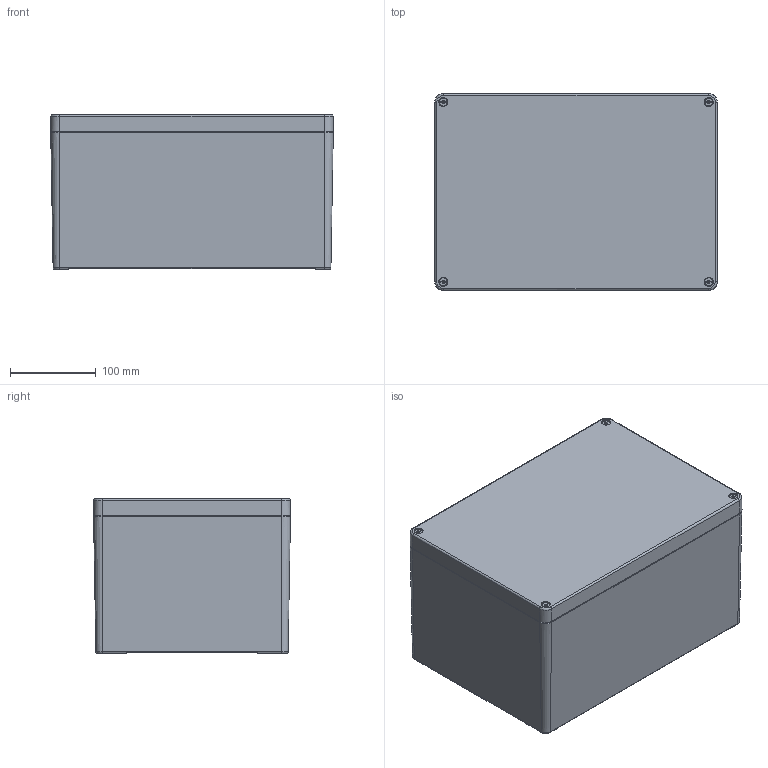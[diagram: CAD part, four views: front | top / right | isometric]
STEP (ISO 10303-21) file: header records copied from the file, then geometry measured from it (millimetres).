
FILE_DESCRIPTION(('CATIA V5 STEP Exchange','CAx-IF Rec.Pracs.--- Model Styling and Organization---1.4--- 2014-01-23'),'2;1');
FILE_NAME ('1553463-2_0', '2023-09-26T08:39:01+00:00', ('none'), ('Weidmueller'), 'CATIA Version 5-6 Release 2016 SP3 HF44', 'CATIA V5 STEP AP214', 'none');
FILE_SCHEMA(('AUTOMOTIVE_DESIGN { 1 0 10303 214 1 1 1 1 }'));
Length unit declared in the file: millimetre
Products named in the file (1): K75_VMQ RAL 7001
Bounding box: 330 x 230 x 181 mm (x, y, z)
Volume: 1931733 mm3; surface area: 741502.9 mm2
Topology: 11 solids, 11 shells, 1160 faces, 2820 edges, 1718 vertices
Faces by surface type: plane 376, cylinder 314, cone 196, torus 126, bspline 60, sphere 40, revolution 24, extrusion 24
Entity records: 41255 total; most frequent: CARTESIAN_POINT 15034, ORIENTED_EDGE 5558, DIRECTION 4182, EDGE_CURVE 2779, AXIS2_PLACEMENT_3D 1932, VERTEX_POINT 1718, VECTOR 1294, LINE 1270
